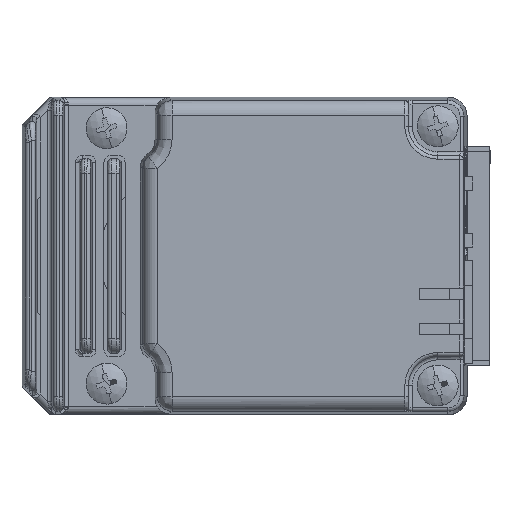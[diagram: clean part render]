
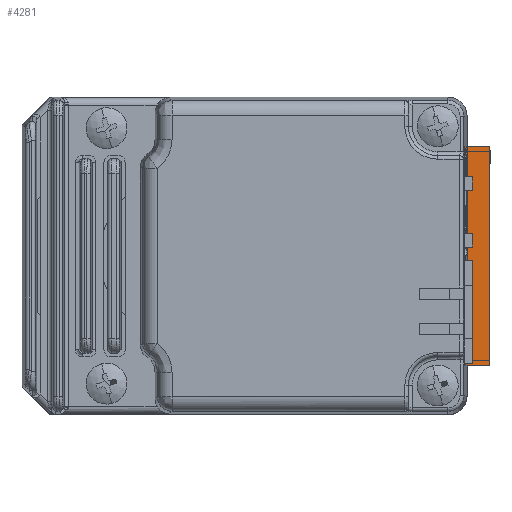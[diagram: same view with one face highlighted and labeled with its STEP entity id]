
A CAD part, front view. The second image highlights one B-rep face of the part: STEP entity #4281.
In plain terms, the highlighted planar face has unit normal (0, -1, 0).
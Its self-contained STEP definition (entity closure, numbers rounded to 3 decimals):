
#201 = DIRECTION ( 'NONE',  ( 0., 0., -1. ) ) ;
#258 = VERTEX_POINT ( 'NONE', #1520 ) ;
#629 = CARTESIAN_POINT ( 'NONE',  ( 36.469, -73.208, 40.7 ) ) ;
#685 = DIRECTION ( 'NONE',  ( 1., 0., 0. ) ) ;
#800 = DIRECTION ( 'NONE',  ( 0., 0., 1. ) ) ;
#939 = CARTESIAN_POINT ( 'NONE',  ( 46.069, -73.208, 68.3 ) ) ;
#958 = EDGE_CURVE ( 'NONE', #258, #8986, #11935, .T. ) ;
#1244 = CARTESIAN_POINT ( 'NONE',  ( 33.369, -73.208, 40.7 ) ) ;
#1402 = CARTESIAN_POINT ( 'NONE',  ( 33.369, -73.208, 69.5 ) ) ;
#1432 = CARTESIAN_POINT ( 'NONE',  ( 33.369, -73.208, 68.3 ) ) ;
#1520 = CARTESIAN_POINT ( 'NONE',  ( 36.469, -73.208, 40.7 ) ) ;
#1609 = ORIENTED_EDGE ( 'NONE', *, *, #958, .F. ) ;
#1667 = VECTOR ( 'NONE', #7207, 1000. ) ;
#1682 = CARTESIAN_POINT ( 'NONE',  ( 33.369, -73.208, 39.5 ) ) ;
#2062 = LINE ( 'NONE', #15817, #1667 ) ;
#2247 = DIRECTION ( 'NONE',  ( -1., 0., 0. ) ) ;
#2459 = LINE ( 'NONE', #15099, #12361 ) ;
#3456 = ORIENTED_EDGE ( 'NONE', *, *, #7309, .F. ) ;
#3588 = CARTESIAN_POINT ( 'NONE',  ( 36.469, -73.208, 68.3 ) ) ;
#3788 = CARTESIAN_POINT ( 'NONE',  ( 46.069, -73.208, 39.5 ) ) ;
#3908 = LINE ( 'NONE', #11466, #13340 ) ;
#4281 = ADVANCED_FACE ( 'NONE', ( #6370 ), #7056, .F. ) ;
#4590 = CARTESIAN_POINT ( 'NONE',  ( 46.069, -73.208, 69.5 ) ) ;
#4811 = VECTOR ( 'NONE', #2247, 1000. ) ;
#5197 = DIRECTION ( 'NONE',  ( 0., 0., -1. ) ) ;
#5349 = AXIS2_PLACEMENT_3D ( 'NONE', #4590, #8289, #800 ) ;
#5700 = ORIENTED_EDGE ( 'NONE', *, *, #13399, .F. ) ;
#6370 = FACE_OUTER_BOUND ( 'NONE', #15831, .T. ) ;
#6421 = CARTESIAN_POINT ( 'NONE',  ( 33.369, -73.208, 69.5 ) ) ;
#6741 = LINE ( 'NONE', #6421, #13321 ) ;
#6834 = DIRECTION ( 'NONE',  ( 0., 0., 1. ) ) ;
#7056 = PLANE ( 'NONE',  #5349 ) ;
#7207 = DIRECTION ( 'NONE',  ( 1., 0., 0. ) ) ;
#7269 = ORIENTED_EDGE ( 'NONE', *, *, #12969, .F. ) ;
#7309 = EDGE_CURVE ( 'NONE', #8986, #14305, #8458, .T. ) ;
#7517 = EDGE_CURVE ( 'NONE', #14734, #14913, #2459, .T. ) ;
#8040 = EDGE_CURVE ( 'NONE', #10065, #14913, #3908, .T. ) ;
#8100 = DIRECTION ( 'NONE',  ( 0., 0., -1. ) ) ;
#8255 = ORIENTED_EDGE ( 'NONE', *, *, #7517, .T. ) ;
#8289 = DIRECTION ( 'NONE',  ( 0., 1., 0. ) ) ;
#8458 = LINE ( 'NONE', #939, #4811 ) ;
#8512 = EDGE_CURVE ( 'NONE', #11880, #14305, #6741, .T. ) ;
#8627 = VECTOR ( 'NONE', #6834, 1000. ) ;
#8736 = EDGE_CURVE ( 'NONE', #12023, #10065, #12385, .T. ) ;
#8986 = VERTEX_POINT ( 'NONE', #3588 ) ;
#10065 = VERTEX_POINT ( 'NONE', #3788 ) ;
#10277 = DIRECTION ( 'NONE',  ( -1., 0., 0. ) ) ;
#11466 = CARTESIAN_POINT ( 'NONE',  ( 46.069, -73.208, 39.5 ) ) ;
#11880 = VERTEX_POINT ( 'NONE', #1402 ) ;
#11935 = LINE ( 'NONE', #629, #8627 ) ;
#11984 = VECTOR ( 'NONE', #8100, 1000. ) ;
#12023 = VERTEX_POINT ( 'NONE', #15146 ) ;
#12361 = VECTOR ( 'NONE', #201, 1000. ) ;
#12377 = VECTOR ( 'NONE', #685, 1000. ) ;
#12385 = LINE ( 'NONE', #15457, #11984 ) ;
#12456 = ORIENTED_EDGE ( 'NONE', *, *, #8040, .F. ) ;
#12892 = ORIENTED_EDGE ( 'NONE', *, *, #8736, .F. ) ;
#12969 = EDGE_CURVE ( 'NONE', #11880, #12023, #2062, .T. ) ;
#13321 = VECTOR ( 'NONE', #5197, 1000. ) ;
#13340 = VECTOR ( 'NONE', #10277, 1000. ) ;
#13399 = EDGE_CURVE ( 'NONE', #14734, #258, #15570, .T. ) ;
#14305 = VERTEX_POINT ( 'NONE', #1432 ) ;
#14734 = VERTEX_POINT ( 'NONE', #1244 ) ;
#14913 = VERTEX_POINT ( 'NONE', #1682 ) ;
#15099 = CARTESIAN_POINT ( 'NONE',  ( 33.369, -73.208, 69.5 ) ) ;
#15146 = CARTESIAN_POINT ( 'NONE',  ( 46.069, -73.208, 69.5 ) ) ;
#15302 = ORIENTED_EDGE ( 'NONE', *, *, #8512, .T. ) ;
#15457 = CARTESIAN_POINT ( 'NONE',  ( 46.069, -73.208, 69.5 ) ) ;
#15550 = CARTESIAN_POINT ( 'NONE',  ( 46.069, -73.208, 40.7 ) ) ;
#15570 = LINE ( 'NONE', #15550, #12377 ) ;
#15817 = CARTESIAN_POINT ( 'NONE',  ( 46.069, -73.208, 69.5 ) ) ;
#15831 = EDGE_LOOP ( 'NONE', ( #12456, #12892, #7269, #15302, #3456, #1609, #5700, #8255 ) ) ;
